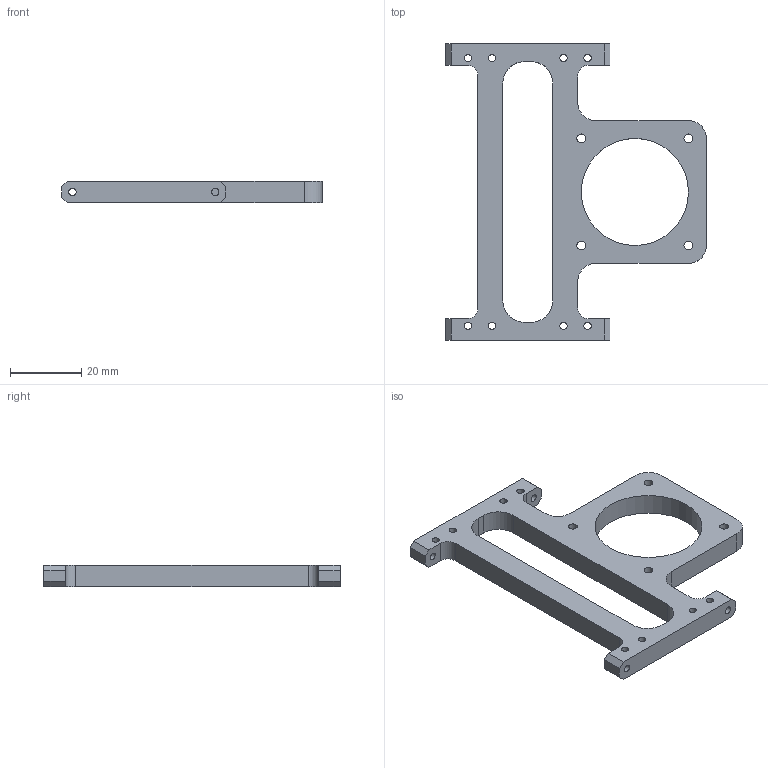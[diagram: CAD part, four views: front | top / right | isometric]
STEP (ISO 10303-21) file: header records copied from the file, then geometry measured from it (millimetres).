
FILE_DESCRIPTION(('STEP AP203'), '1');
FILE_NAME('Ñòîéêà êîðïóñà äëÿ ÌÀÄÈÇ_1', '', ('UNSPECIFIED'), ('UNSPECIFIED'), 'C3D Converter', 'C3D Toolkit', '');
FILE_SCHEMA(('CONFIG_CONTROL_DESIGN'));
Length unit declared in the file: millimetre
Products named in the file (1): Стойка корпуса для МАДИЗ
Bounding box: 73 x 83 x 6 mm (x, y, z)
Volume: 13329.3 mm3; surface area: 8714.4 mm2
Topology: 1 solids, 1 shells, 59 faces, 171 edges, 114 vertices
Faces by surface type: plane 30, cylinder 29
Full cylindrical faces by diameter (mm): 2.05 x12, 2.5 x4, 30 x1
Entity records: 2457 total; most frequent: DIRECTION 332, CARTESIAN_POINT 328, ORIENTED_EDGE 308, EDGE_CURVE 154, AXIS2_PLACEMENT_3D 118, VERTEX_POINT 114, EDGE_LOOP 112, LINE 96
